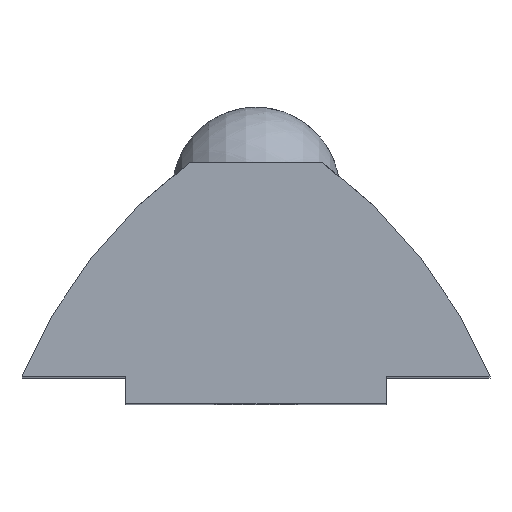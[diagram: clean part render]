
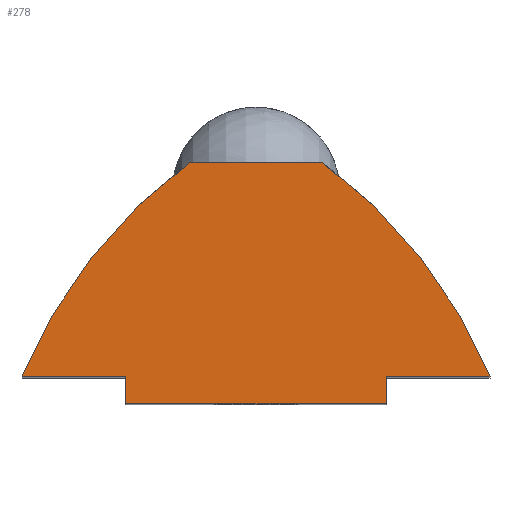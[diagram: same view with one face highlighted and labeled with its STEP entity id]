
A CAD part, top view. The second image highlights one B-rep face of the part: STEP entity #278.
In plain terms, the highlighted planar face has unit normal (0, 0, 1).
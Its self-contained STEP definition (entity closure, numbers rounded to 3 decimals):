
#27=PLANE('',#326);
#32=LINE('',#463,#55);
#42=LINE('',#492,#65);
#44=LINE('',#496,#67);
#46=LINE('',#500,#69);
#48=LINE('',#504,#71);
#50=LINE('',#507,#73);
#55=VECTOR('',#353,10.);
#65=VECTOR('',#381,10.);
#67=VECTOR('',#385,10.);
#69=VECTOR('',#389,10.);
#71=VECTOR('',#393,10.);
#73=VECTOR('',#397,10.);
#89=FACE_OUTER_BOUND('',#105,.T.);
#105=EDGE_LOOP('',(#254,#255,#256,#257,#258,#259,#260,#261));
#111=CIRCLE('',#310,15.);
#116=CIRCLE('',#319,15.);
#130=VERTEX_POINT('',#451);
#131=VERTEX_POINT('',#453);
#134=VERTEX_POINT('',#461);
#143=VERTEX_POINT('',#486);
#144=VERTEX_POINT('',#491);
#145=VERTEX_POINT('',#495);
#146=VERTEX_POINT('',#499);
#147=VERTEX_POINT('',#503);
#159=EDGE_CURVE('',#131,#130,#111,.T.);
#164=EDGE_CURVE('',#130,#134,#32,.T.);
#177=EDGE_CURVE('',#134,#143,#116,.T.);
#178=EDGE_CURVE('',#144,#131,#42,.T.);
#180=EDGE_CURVE('',#145,#144,#44,.T.);
#182=EDGE_CURVE('',#146,#145,#46,.T.);
#184=EDGE_CURVE('',#147,#146,#48,.T.);
#186=EDGE_CURVE('',#143,#147,#50,.T.);
#254=ORIENTED_EDGE('',*,*,#186,.T.);
#255=ORIENTED_EDGE('',*,*,#184,.T.);
#256=ORIENTED_EDGE('',*,*,#182,.T.);
#257=ORIENTED_EDGE('',*,*,#180,.T.);
#258=ORIENTED_EDGE('',*,*,#178,.T.);
#259=ORIENTED_EDGE('',*,*,#159,.T.);
#260=ORIENTED_EDGE('',*,*,#164,.T.);
#261=ORIENTED_EDGE('',*,*,#177,.T.);
#278=ADVANCED_FACE('',(#89),#27,.T.);
#310=AXIS2_PLACEMENT_3D('',#454,#344,#345);
#319=AXIS2_PLACEMENT_3D('',#488,#375,#376);
#326=AXIS2_PLACEMENT_3D('',#508,#398,#399);
#344=DIRECTION('center_axis',(0.,0.,1.));
#345=DIRECTION('ref_axis',(0.925,0.379,0.));
#353=DIRECTION('',(-1.,0.,0.));
#375=DIRECTION('center_axis',(0.,0.,1.));
#376=DIRECTION('ref_axis',(-0.592,0.806,0.));
#381=DIRECTION('',(1.,0.,0.));
#385=DIRECTION('',(0.,1.,0.));
#389=DIRECTION('',(1.,0.,0.));
#393=DIRECTION('',(0.,-1.,0.));
#397=DIRECTION('',(1.,0.,0.));
#398=DIRECTION('center_axis',(0.,0.,1.));
#399=DIRECTION('ref_axis',(1.,0.,0.));
#451=CARTESIAN_POINT('',(2.,6.4,11.));
#453=CARTESIAN_POINT('',(7.,0.,11.));
#454=CARTESIAN_POINT('Origin',(-6.879,-5.69,11.));
#461=CARTESIAN_POINT('',(-2.,6.4,11.));
#463=CARTESIAN_POINT('',(2.,6.4,11.));
#486=CARTESIAN_POINT('',(-7.,0.,11.));
#488=CARTESIAN_POINT('Origin',(6.879,-5.69,11.));
#491=CARTESIAN_POINT('',(3.9,0.,11.));
#492=CARTESIAN_POINT('',(3.9,0.,11.));
#495=CARTESIAN_POINT('',(3.9,-0.8,11.));
#496=CARTESIAN_POINT('',(3.9,-0.8,11.));
#499=CARTESIAN_POINT('',(-3.9,-0.8,11.));
#500=CARTESIAN_POINT('',(-3.9,-0.8,11.));
#503=CARTESIAN_POINT('',(-3.9,0.,11.));
#504=CARTESIAN_POINT('',(-3.9,0.,11.));
#507=CARTESIAN_POINT('',(-7.,0.,11.));
#508=CARTESIAN_POINT('Origin',(0.,2.8,11.));
